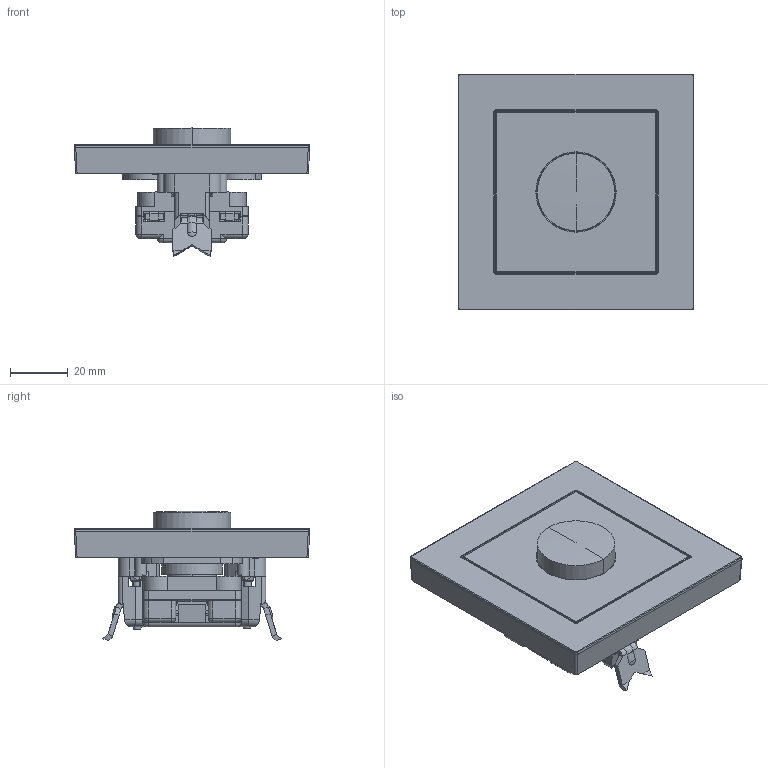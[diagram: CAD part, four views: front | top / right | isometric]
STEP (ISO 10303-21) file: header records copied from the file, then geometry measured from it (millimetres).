
FILE_DESCRIPTION((''),'2;1');
FILE_NAME('WAE5181_GEN_ASM','2025-03-19T08:50:52',('andolfs'),(''),'CREO PARAMETRIC BY PTC INC, 2023154','CREO PARAMETRIC BY PTC INC, 2023154','');
FILE_SCHEMA(('CONFIG_CONTROL_DESIGN','SHAPE_APPEARANCE_LAYERS_GROUPS'));
Products named in the file (19): W4G0121_18; W1A2295_GEN; W1A2155_GEN; TRAGPLATTE_1000002917_PAE_000_AA; 9021425000; 9003715000; 9023499000; KRALLE_1000001133_PAE_000_AA; BLECHSCHRAUBE_1000002872_PAE_000_AA; 9021426000_SOCK_1000001880_PAE_000_AA; KONTAKT_1000002909_PAE_000_AA; MUTTER_1000001784_PAE_000_AA; FLACHKOPFSCHRAU_1000002925_PAE_000_AA; KONTAKT_9005096_1000002908_PAE_000_AA; KONTAKT_9005949_1000001881_PAE_000_AA; 5101_1000002927_PRE_000_AA_ASM; 9003674001; 9022174015; WAE5181_GEN_ASM
Assembly tree (25 placements, depth 3):
  WAE5181_GEN_ASM
    W4G0121_18
    W1A2295_GEN
    W1A2155_GEN
    5101_1000002927_PRE_000_AA_ASM
      TRAGPLATTE_1000002917_PAE_000_AA
      9021425000
      9003715000  x2
      9023499000
      KRALLE_1000001133_PAE_000_AA  x2
      BLECHSCHRAUBE_1000002872_PAE_000_AA  x2
      9021426000_SOCK_1000001880_PAE_000_AA
      KONTAKT_1000002909_PAE_000_AA
      MUTTER_1000001784_PAE_000_AA  x3
      FLACHKOPFSCHRAU_1000002925_PAE_000_AA  x3
      KONTAKT_9005096_1000002908_PAE_000_AA
      KONTAKT_9005949_1000001881_PAE_000_AA
    9003674001
    9022174015
Bounding box: 81.5 x 81.5 x 44.67 mm (x, y, z)
Volume: 46328.3 mm3; surface area: 58882.6 mm2
Topology: 24 solids, 24 shells, 6137 faces, 16817 edges, 10922 vertices
Faces by surface type: plane 3506, cylinder 1147, extrusion 887, bspline 318, cone 132, torus 80, sphere 63, revolution 4
Entity records: 243370 total; most frequent: CARTESIAN_POINT 69683, ORIENTED_EDGE 31016, DIRECTION 24746, EDGE_CURVE 15508, VECTOR 11426, LINE 10547, VERTEX_POINT 10088, PRESENTATION_STYLE_ASSIGNMENT 9973
